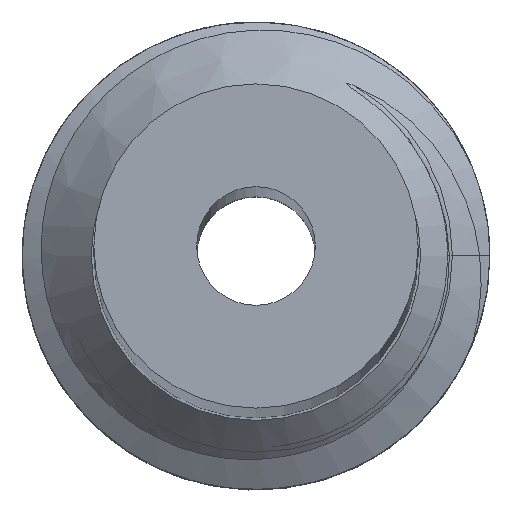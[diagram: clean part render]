
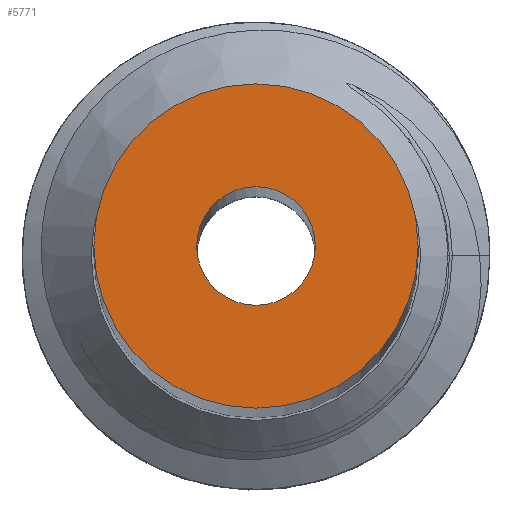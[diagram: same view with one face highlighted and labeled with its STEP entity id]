
A CAD part, top view. The second image highlights one B-rep face of the part: STEP entity #5771.
In plain terms, the highlighted planar face has unit normal (0, 0, 1).
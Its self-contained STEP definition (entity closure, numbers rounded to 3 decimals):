
#5605 = VERTEX_POINT('',#5606);
#5606 = CARTESIAN_POINT('',(4.1,0.,140.));
#5613 = CYLINDRICAL_SURFACE('',#5614,4.1);
#5614 = AXIS2_PLACEMENT_3D('',#5615,#5616,#5617);
#5615 = CARTESIAN_POINT('',(0.,0.,0.));
#5616 = DIRECTION('',(-0.,-0.,-1.));
#5617 = DIRECTION('',(1.,0.,0.));
#5632 = EDGE_CURVE('',#5605,#5605,#5633,.T.);
#5633 = SURFACE_CURVE('',#5634,(#5639,#5646),.PCURVE_S1.);
#5634 = CIRCLE('',#5635,4.1);
#5635 = AXIS2_PLACEMENT_3D('',#5636,#5637,#5638);
#5636 = CARTESIAN_POINT('',(0.,0.,140.));
#5637 = DIRECTION('',(0.,0.,1.));
#5638 = DIRECTION('',(1.,0.,0.));
#5639 = PCURVE('',#5613,#5640);
#5640 = DEFINITIONAL_REPRESENTATION('',(#5641),#5645);
#5641 = LINE('',#5642,#5643);
#5642 = CARTESIAN_POINT('',(-0.,-140.));
#5643 = VECTOR('',#5644,1.);
#5644 = DIRECTION('',(-1.,0.));
#5645 = ( GEOMETRIC_REPRESENTATION_CONTEXT(2) 
PARAMETRIC_REPRESENTATION_CONTEXT() REPRESENTATION_CONTEXT('2D SPACE',''
  ) );
#5646 = PCURVE('',#5647,#5652);
#5647 = PLANE('',#5648);
#5648 = AXIS2_PLACEMENT_3D('',#5649,#5650,#5651);
#5649 = CARTESIAN_POINT('',(0.,0.,140.));
#5650 = DIRECTION('',(0.,0.,1.));
#5651 = DIRECTION('',(1.,0.,0.));
#5652 = DEFINITIONAL_REPRESENTATION('',(#5653),#5657);
#5653 = CIRCLE('',#5654,4.1);
#5654 = AXIS2_PLACEMENT_2D('',#5655,#5656);
#5655 = CARTESIAN_POINT('',(0.,0.));
#5656 = DIRECTION('',(1.,0.));
#5657 = ( GEOMETRIC_REPRESENTATION_CONTEXT(2) 
PARAMETRIC_REPRESENTATION_CONTEXT() REPRESENTATION_CONTEXT('2D SPACE',''
  ) );
#5693 = VERTEX_POINT('',#5694);
#5694 = CARTESIAN_POINT('',(1.5,0.,140.));
#5701 = CYLINDRICAL_SURFACE('',#5702,1.5);
#5702 = AXIS2_PLACEMENT_3D('',#5703,#5704,#5705);
#5703 = CARTESIAN_POINT('',(0.,0.,0.));
#5704 = DIRECTION('',(-0.,-0.,-1.));
#5705 = DIRECTION('',(1.,0.,0.));
#5720 = EDGE_CURVE('',#5693,#5693,#5721,.T.);
#5721 = SURFACE_CURVE('',#5722,(#5727,#5734),.PCURVE_S1.);
#5722 = CIRCLE('',#5723,1.5);
#5723 = AXIS2_PLACEMENT_3D('',#5724,#5725,#5726);
#5724 = CARTESIAN_POINT('',(0.,0.,140.));
#5725 = DIRECTION('',(0.,0.,1.));
#5726 = DIRECTION('',(1.,0.,0.));
#5727 = PCURVE('',#5701,#5728);
#5728 = DEFINITIONAL_REPRESENTATION('',(#5729),#5733);
#5729 = LINE('',#5730,#5731);
#5730 = CARTESIAN_POINT('',(-0.,-140.));
#5731 = VECTOR('',#5732,1.);
#5732 = DIRECTION('',(-1.,0.));
#5733 = ( GEOMETRIC_REPRESENTATION_CONTEXT(2) 
PARAMETRIC_REPRESENTATION_CONTEXT() REPRESENTATION_CONTEXT('2D SPACE',''
  ) );
#5734 = PCURVE('',#5647,#5735);
#5735 = DEFINITIONAL_REPRESENTATION('',(#5736),#5740);
#5736 = CIRCLE('',#5737,1.5);
#5737 = AXIS2_PLACEMENT_2D('',#5738,#5739);
#5738 = CARTESIAN_POINT('',(0.,0.));
#5739 = DIRECTION('',(1.,0.));
#5740 = ( GEOMETRIC_REPRESENTATION_CONTEXT(2) 
PARAMETRIC_REPRESENTATION_CONTEXT() REPRESENTATION_CONTEXT('2D SPACE',''
  ) );
#5771 = ADVANCED_FACE('',(#5772,#5775),#5647,.T.);
#5772 = FACE_BOUND('',#5773,.T.);
#5773 = EDGE_LOOP('',(#5774));
#5774 = ORIENTED_EDGE('',*,*,#5632,.T.);
#5775 = FACE_BOUND('',#5776,.F.);
#5776 = EDGE_LOOP('',(#5777));
#5777 = ORIENTED_EDGE('',*,*,#5720,.T.);
